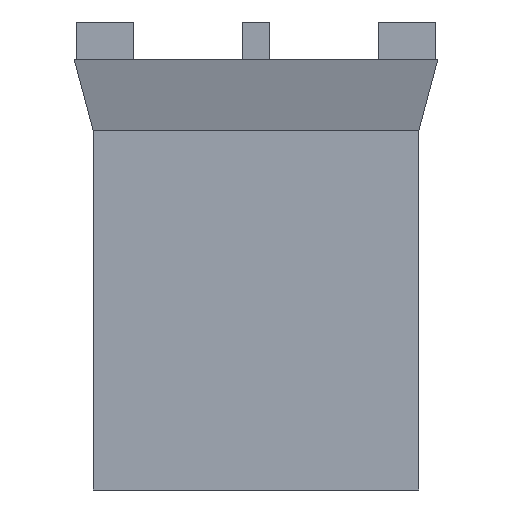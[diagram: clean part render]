
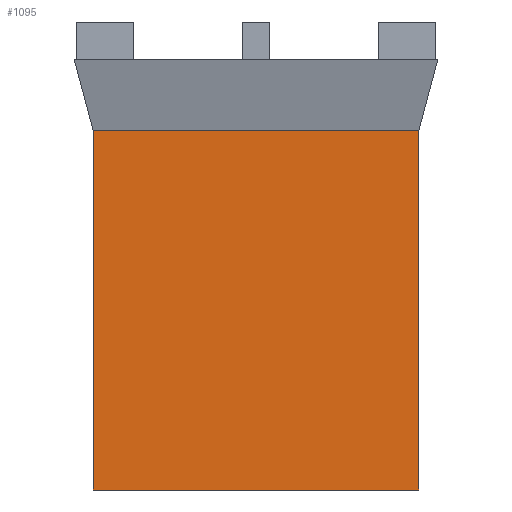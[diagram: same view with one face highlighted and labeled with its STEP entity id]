
A CAD part, front view. The second image highlights one B-rep face of the part: STEP entity #1095.
In plain terms, the highlighted planar face has unit normal (0, -1, 0).
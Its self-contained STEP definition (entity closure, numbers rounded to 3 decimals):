
#49=FACE_OUTER_BOUND('',#112,.T.);
#112=EDGE_LOOP('',(#847,#848,#849,#850));
#189=LINE('',#1556,#342);
#229=LINE('',#1636,#382);
#231=LINE('',#1640,#384);
#232=LINE('',#1641,#385);
#342=VECTOR('',#1270,5.3);
#382=VECTOR('',#1332,4.8);
#384=VECTOR('',#1336,4.8);
#385=VECTOR('',#1337,5.3);
#479=VERTEX_POINT('',#1554);
#480=VERTEX_POINT('',#1555);
#509=VERTEX_POINT('',#1635);
#510=VERTEX_POINT('',#1639);
#591=EDGE_CURVE('',#479,#480,#189,.T.);
#631=EDGE_CURVE('',#480,#509,#229,.T.);
#633=EDGE_CURVE('',#479,#510,#231,.T.);
#634=EDGE_CURVE('',#510,#509,#232,.T.);
#847=ORIENTED_EDGE('',*,*,#633,.T.);
#848=ORIENTED_EDGE('',*,*,#634,.T.);
#849=ORIENTED_EDGE('',*,*,#631,.F.);
#850=ORIENTED_EDGE('',*,*,#591,.F.);
#1035=PLANE('',#1157);
#1095=ADVANCED_FACE('',(#49),#1035,.T.);
#1157=AXIS2_PLACEMENT_3D('',#1638,#1334,#1335);
#1270=DIRECTION('',(0.,0.,-1.));
#1332=DIRECTION('',(-1.,0.,0.));
#1334=DIRECTION('center_axis',(0.,-1.,0.));
#1335=DIRECTION('ref_axis',(1.,0.,0.));
#1336=DIRECTION('',(-1.,0.,0.));
#1337=DIRECTION('',(0.,0.,-1.));
#1554=CARTESIAN_POINT('',(17.034,18.899,4.7));
#1555=CARTESIAN_POINT('',(17.034,18.899,-0.6));
#1556=CARTESIAN_POINT('',(17.034,18.899,4.7));
#1635=CARTESIAN_POINT('',(12.234,18.899,-0.6));
#1636=CARTESIAN_POINT('',(17.034,18.899,-0.6));
#1638=CARTESIAN_POINT('Origin',(11.234,18.899,-0.6));
#1639=CARTESIAN_POINT('',(12.234,18.899,4.7));
#1640=CARTESIAN_POINT('',(17.034,18.899,4.7));
#1641=CARTESIAN_POINT('',(12.234,18.899,4.7));
